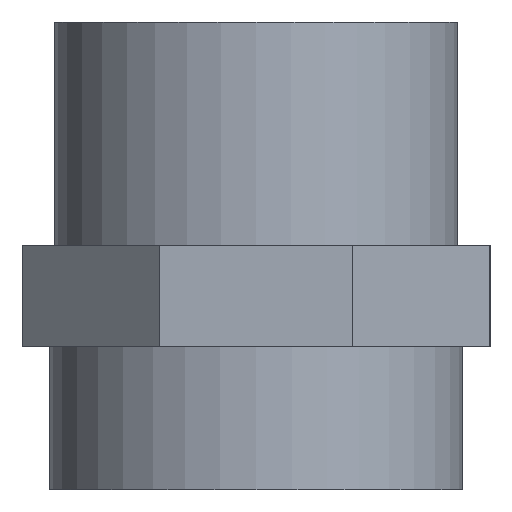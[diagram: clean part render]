
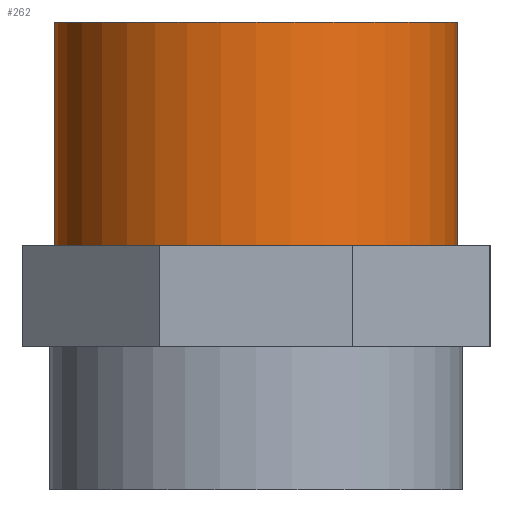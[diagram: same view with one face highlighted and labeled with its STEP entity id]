
A CAD part, front view. The second image highlights one B-rep face of the part: STEP entity #262.
In plain terms, the highlighted cylindrical face has radius 55 mm (diameter 110 mm), a full revolution.
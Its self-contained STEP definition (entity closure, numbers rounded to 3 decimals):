
#76=FACE_BOUND($,#106,.T.);
#86=FACE_OUTER_BOUND($,#105,.T.);
#105=EDGE_LOOP($,(#195));
#106=EDGE_LOOP($,(#196));
#131=CIRCLE($,#289,55.);
#132=CIRCLE($,#290,55.);
#139=VERTEX_POINT($,#397);
#140=VERTEX_POINT($,#399);
#163=EDGE_CURVE($,#139,#139,#131,.T.);
#164=EDGE_CURVE($,#140,#140,#132,.T.);
#195=ORIENTED_EDGE($,*,*,#163,.T.);
#196=ORIENTED_EDGE($,*,*,#164,.F.);
#256=CYLINDRICAL_SURFACE($,#288,55.);
#262=ADVANCED_FACE($,(#86,#76),#256,.T.);
#288=AXIS2_PLACEMENT_3D($,#396,#324,#325);
#289=AXIS2_PLACEMENT_3D($,#398,#326,#327);
#290=AXIS2_PLACEMENT_3D($,#400,#328,#329);
#324=DIRECTION('center_axis',(0.,0.,1.));
#325=DIRECTION('ref_axis',(1.,0.,0.));
#326=DIRECTION('center_axis',(0.,0.,1.));
#327=DIRECTION('ref_axis',(1.,0.,0.));
#328=DIRECTION('center_axis',(0.,0.,1.));
#329=DIRECTION('ref_axis',(1.,0.,0.));
#396=CARTESIAN_POINT('Origin',(0.,0.,67.));
#397=CARTESIAN_POINT('',(-55.,0.,67.));
#398=CARTESIAN_POINT('Origin',(0.,0.,67.));
#399=CARTESIAN_POINT('',(-55.,0.,128.));
#400=CARTESIAN_POINT('Origin',(0.,0.,128.));
